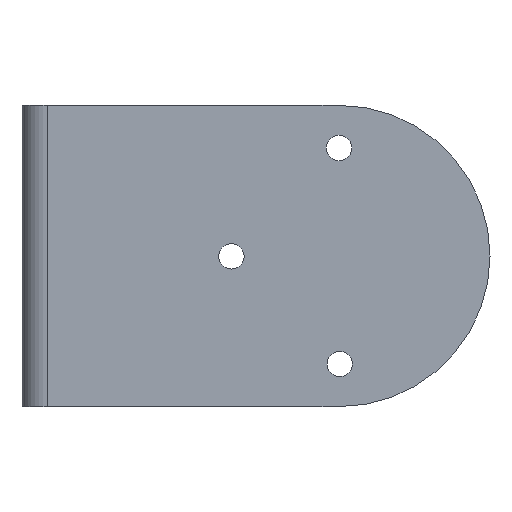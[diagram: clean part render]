
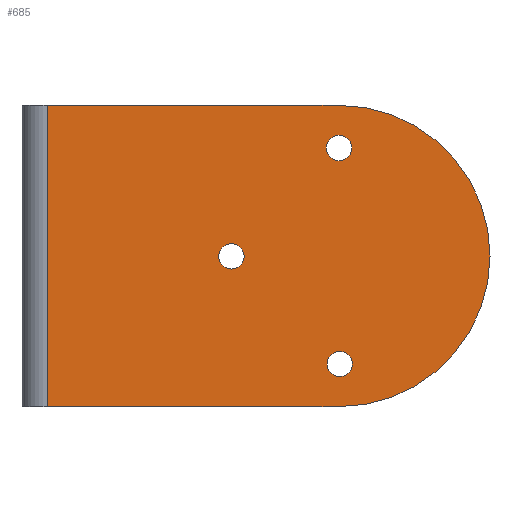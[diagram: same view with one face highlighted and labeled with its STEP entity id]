
A CAD part, front view. The second image highlights one B-rep face of the part: STEP entity #685.
In plain terms, the highlighted planar face has unit normal (0, -1, 0).
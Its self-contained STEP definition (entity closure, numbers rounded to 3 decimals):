
#27=FACE_BOUND('',#148,.T.);
#28=FACE_BOUND('',#149,.T.);
#29=FACE_BOUND('',#150,.T.);
#53=CIRCLE('',#757,19.);
#54=CIRCLE('',#758,1.6);
#55=CIRCLE('',#759,1.6);
#56=CIRCLE('',#760,1.6);
#103=FACE_OUTER_BOUND('',#147,.T.);
#147=EDGE_LOOP('',(#595,#596,#597,#598,#599));
#148=EDGE_LOOP('',(#600));
#149=EDGE_LOOP('',(#601));
#150=EDGE_LOOP('',(#602));
#207=LINE('',#1105,#273);
#215=LINE('',#1126,#281);
#218=LINE('',#1132,#284);
#219=LINE('',#1135,#285);
#273=VECTOR('',#899,10.);
#281=VECTOR('',#927,10.);
#284=VECTOR('',#932,10.);
#285=VECTOR('',#935,10.);
#337=VERTEX_POINT('',#1102);
#338=VERTEX_POINT('',#1104);
#341=VERTEX_POINT('',#1125);
#343=VERTEX_POINT('',#1131);
#344=VERTEX_POINT('',#1133);
#345=VERTEX_POINT('',#1136);
#346=VERTEX_POINT('',#1138);
#347=VERTEX_POINT('',#1140);
#416=EDGE_CURVE('',#338,#337,#207,.T.);
#427=EDGE_CURVE('',#341,#338,#215,.T.);
#430=EDGE_CURVE('',#337,#343,#218,.T.);
#431=EDGE_CURVE('',#343,#344,#53,.T.);
#432=EDGE_CURVE('',#344,#341,#219,.T.);
#433=EDGE_CURVE('',#345,#345,#54,.T.);
#434=EDGE_CURVE('',#346,#346,#55,.T.);
#435=EDGE_CURVE('',#347,#347,#56,.T.);
#595=ORIENTED_EDGE('',*,*,#416,.T.);
#596=ORIENTED_EDGE('',*,*,#430,.T.);
#597=ORIENTED_EDGE('',*,*,#431,.T.);
#598=ORIENTED_EDGE('',*,*,#432,.T.);
#599=ORIENTED_EDGE('',*,*,#427,.T.);
#600=ORIENTED_EDGE('',*,*,#433,.T.);
#601=ORIENTED_EDGE('',*,*,#434,.T.);
#602=ORIENTED_EDGE('',*,*,#435,.T.);
#653=PLANE('',#756);
#685=ADVANCED_FACE('',(#103,#27,#28,#29),#653,.T.);
#756=AXIS2_PLACEMENT_3D('',#1130,#930,#931);
#757=AXIS2_PLACEMENT_3D('',#1134,#933,#934);
#758=AXIS2_PLACEMENT_3D('',#1137,#936,#937);
#759=AXIS2_PLACEMENT_3D('',#1139,#938,#939);
#760=AXIS2_PLACEMENT_3D('',#1141,#940,#941);
#899=DIRECTION('',(0.,0.,-1.));
#927=DIRECTION('',(-1.,0.,0.));
#930=DIRECTION('center_axis',(0.,-1.,0.));
#931=DIRECTION('ref_axis',(0.,0.,-1.));
#932=DIRECTION('',(1.,0.,0.));
#933=DIRECTION('center_axis',(0.,-1.,0.));
#934=DIRECTION('ref_axis',(-0.002,0.,-1.));
#935=DIRECTION('',(0.,0.,1.));
#936=DIRECTION('center_axis',(0.,1.,0.));
#937=DIRECTION('ref_axis',(-1.,0.,0.));
#938=DIRECTION('center_axis',(0.,1.,0.));
#939=DIRECTION('ref_axis',(-1.,0.,0.));
#940=DIRECTION('center_axis',(0.,1.,0.));
#941=DIRECTION('ref_axis',(-1.,0.,0.));
#1102=CARTESIAN_POINT('',(-36.847,-9.6,-19.));
#1104=CARTESIAN_POINT('',(-36.847,-9.6,19.));
#1105=CARTESIAN_POINT('',(-36.847,-9.6,-9.5));
#1125=CARTESIAN_POINT('',(-0.047,-9.6,19.));
#1126=CARTESIAN_POINT('',(-0.047,-9.6,19.));
#1130=CARTESIAN_POINT('Origin',(-10.523,-9.6,0.));
#1131=CARTESIAN_POINT('',(-0.047,-9.6,-19.));
#1132=CARTESIAN_POINT('',(-40.047,-9.6,-19.));
#1133=CARTESIAN_POINT('',(-0.047,-9.6,19.));
#1134=CARTESIAN_POINT('Origin',(0.,-9.6,0.));
#1135=CARTESIAN_POINT('',(-0.047,-9.6,19.));
#1136=CARTESIAN_POINT('',(-12.025,-9.6,-0.047));
#1137=CARTESIAN_POINT('Origin',(-13.625,-9.6,-0.047));
#1138=CARTESIAN_POINT('',(1.553,-9.6,13.625));
#1139=CARTESIAN_POINT('Origin',(-0.047,-9.6,13.625));
#1140=CARTESIAN_POINT('',(1.647,-9.6,-13.625));
#1141=CARTESIAN_POINT('Origin',(0.047,-9.6,-13.625));
